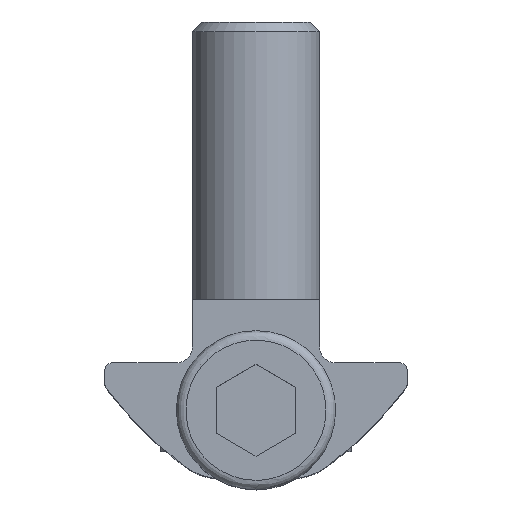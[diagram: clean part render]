
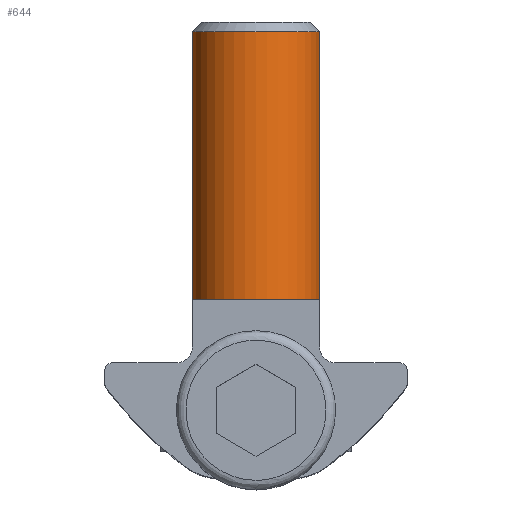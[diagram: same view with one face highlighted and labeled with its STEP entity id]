
A CAD part, top view. The second image highlights one B-rep face of the part: STEP entity #644.
In plain terms, the highlighted cylindrical face has radius 4 mm (diameter 8 mm), a full revolution.
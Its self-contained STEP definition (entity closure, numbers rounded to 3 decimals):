
#644=ADVANCED_FACE('',(#720,#721),#722,.T.);
#720=FACE_OUTER_BOUND('',#884,.T.);
#721=FACE_OUTER_BOUND('',#885,.T.);
#722=CYLINDRICAL_SURFACE('',#886,4.0);
#884=EDGE_LOOP('',(#1065));
#885=EDGE_LOOP('',(#1066));
#886=AXIS2_PLACEMENT_3D('',#1067,#1068,#1069);
#1065=ORIENTED_EDGE('',*,*,#1628,.T.);
#1066=ORIENTED_EDGE('',*,*,#1629,.T.);
#1067=CARTESIAN_POINT('',(0.,11.943,0.));
#1068=DIRECTION('',(0.,-1.0,0.));
#1069=DIRECTION('',(1.0,0.,0.0));
#1628=EDGE_CURVE('',#1797,#1797,#1798,.T.);
#1629=EDGE_CURVE('',#1799,#1799,#1800,.F.);
#1797=VERTEX_POINT('',#2081);
#1798=CIRCLE('',#2082,4.0);
#1799=VERTEX_POINT('',#2083);
#1800=CIRCLE('',#2084,4.0);
#2081=CARTESIAN_POINT('',(4.0,20.838,0.));
#2082=AXIS2_PLACEMENT_3D('',#2620,#2621,#2622);
#2083=CARTESIAN_POINT('',(4.0,3.048,0.));
#2084=AXIS2_PLACEMENT_3D('',#2623,#2624,#2625);
#2620=CARTESIAN_POINT('',(0.,20.838,0.));
#2621=DIRECTION('',(0.,-1.0,0.));
#2622=DIRECTION('',(1.0,0.,0.0));
#2623=CARTESIAN_POINT('',(0.,3.048,0.));
#2624=DIRECTION('',(0.,-1.0,0.));
#2625=DIRECTION('',(1.0,0.,0.0));
